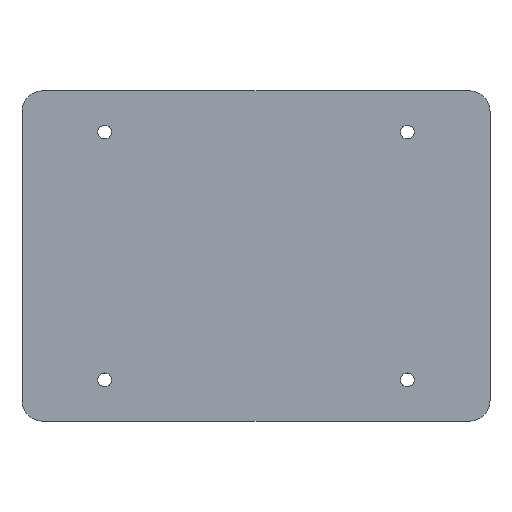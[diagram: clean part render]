
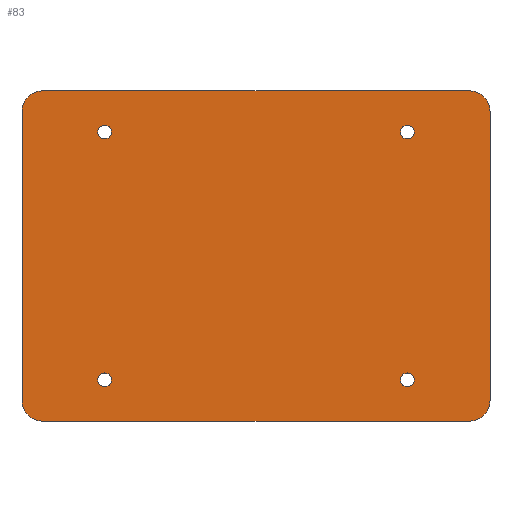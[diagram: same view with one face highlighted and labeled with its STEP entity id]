
A CAD part, top view. The second image highlights one B-rep face of the part: STEP entity #83.
In plain terms, the highlighted planar face has unit normal (0, 0, 1).
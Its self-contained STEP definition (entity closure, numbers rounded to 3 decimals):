
#4 = EDGE_LOOP ( 'NONE', ( #338, #491 ) ) ;
#19 = CARTESIAN_POINT ( 'NONE',  ( 110., -90., 10. ) ) ;
#21 = AXIS2_PLACEMENT_3D ( 'NONE', #430, #330, #527 ) ;
#33 = LINE ( 'NONE', #82, #189 ) ;
#34 = CIRCLE ( 'NONE', #131, 5. ) ;
#36 = VERTEX_POINT ( 'NONE', #74 ) ;
#39 = VERTEX_POINT ( 'NONE', #354 ) ;
#40 = DIRECTION ( 'NONE',  ( 1., 0., 0. ) ) ;
#44 = CARTESIAN_POINT ( 'NONE',  ( -155., -120., 10. ) ) ;
#45 = CIRCLE ( 'NONE', #622, 5. ) ;
#46 = CARTESIAN_POINT ( 'NONE',  ( 105., -90., 10. ) ) ;
#54 = EDGE_CURVE ( 'NONE', #557, #39, #334, .T. ) ;
#56 = VERTEX_POINT ( 'NONE', #67 ) ;
#58 = DIRECTION ( 'NONE',  ( 1., 0., 0. ) ) ;
#67 = CARTESIAN_POINT ( 'NONE',  ( -115., 90., 10. ) ) ;
#68 = DIRECTION ( 'NONE',  ( 0., 0., -1. ) ) ;
#70 = CIRCLE ( 'NONE', #144, 5. ) ;
#74 = CARTESIAN_POINT ( 'NONE',  ( -170., 105., 10. ) ) ;
#75 = EDGE_LOOP ( 'NONE', ( #525, #342, #122, #140, #363, #196, #293, #163 ) ) ;
#79 = DIRECTION ( 'NONE',  ( -1., 0., 0. ) ) ;
#82 = CARTESIAN_POINT ( 'NONE',  ( -170., 120., 10. ) ) ;
#83 = ADVANCED_FACE ( 'NONE', ( #555, #593, #344, #298, #252 ), #115, .T. ) ;
#86 = DIRECTION ( 'NONE',  ( -1., 0., 0. ) ) ;
#103 = DIRECTION ( 'NONE',  ( 0., 0., 1. ) ) ;
#106 = CARTESIAN_POINT ( 'NONE',  ( 110., 90., 10. ) ) ;
#107 = DIRECTION ( 'NONE',  ( 1., 0., 0. ) ) ;
#108 = AXIS2_PLACEMENT_3D ( 'NONE', #352, #505, #109 ) ;
#109 = DIRECTION ( 'NONE',  ( -1., 0., 0. ) ) ;
#111 = DIRECTION ( 'NONE',  ( 1., 0., 0. ) ) ;
#115 = PLANE ( 'NONE',  #616 ) ;
#118 = CIRCLE ( 'NONE', #108, 5. ) ;
#121 = CARTESIAN_POINT ( 'NONE',  ( 0., 0., 10. ) ) ;
#122 = ORIENTED_EDGE ( 'NONE', *, *, #192, .T. ) ;
#128 = DIRECTION ( 'NONE',  ( -1., 0., 0. ) ) ;
#129 = AXIS2_PLACEMENT_3D ( 'NONE', #507, #403, #107 ) ;
#131 = AXIS2_PLACEMENT_3D ( 'NONE', #181, #618, #232 ) ;
#132 = CARTESIAN_POINT ( 'NONE',  ( -110., -90., 10. ) ) ;
#139 = CARTESIAN_POINT ( 'NONE',  ( -170., -105., 10. ) ) ;
#140 = ORIENTED_EDGE ( 'NONE', *, *, #362, .T. ) ;
#144 = AXIS2_PLACEMENT_3D ( 'NONE', #218, #470, #79 ) ;
#145 = CARTESIAN_POINT ( 'NONE',  ( 105., 90., 10. ) ) ;
#148 = AXIS2_PLACEMENT_3D ( 'NONE', #106, #496, #301 ) ;
#151 = VERTEX_POINT ( 'NONE', #370 ) ;
#152 = EDGE_CURVE ( 'NONE', #151, #180, #70, .T. ) ;
#153 = LINE ( 'NONE', #443, #504 ) ;
#160 = DIRECTION ( 'NONE',  ( 1., 0., 0. ) ) ;
#163 = ORIENTED_EDGE ( 'NONE', *, *, #427, .T. ) ;
#165 = DIRECTION ( 'NONE',  ( 1., 0., 0. ) ) ;
#167 = VECTOR ( 'NONE', #383, 1000. ) ;
#172 = EDGE_CURVE ( 'NONE', #180, #151, #198, .T. ) ;
#180 = VERTEX_POINT ( 'NONE', #466 ) ;
#181 = CARTESIAN_POINT ( 'NONE',  ( 110., 90., 10. ) ) ;
#189 = VECTOR ( 'NONE', #86, 1000. ) ;
#192 = EDGE_CURVE ( 'NONE', #612, #484, #416, .T. ) ;
#196 = ORIENTED_EDGE ( 'NONE', *, *, #54, .T. ) ;
#198 = CIRCLE ( 'NONE', #389, 5. ) ;
#207 = DIRECTION ( 'NONE',  ( -1., 0., 0. ) ) ;
#211 = CARTESIAN_POINT ( 'NONE',  ( -155., -105., 10. ) ) ;
#213 = ORIENTED_EDGE ( 'NONE', *, *, #499, .F. ) ;
#214 = CARTESIAN_POINT ( 'NONE',  ( -105., 90., 10. ) ) ;
#216 = ORIENTED_EDGE ( 'NONE', *, *, #548, .F. ) ;
#218 = CARTESIAN_POINT ( 'NONE',  ( -110., -90., 10. ) ) ;
#232 = DIRECTION ( 'NONE',  ( 1., 0., 0. ) ) ;
#234 = CARTESIAN_POINT ( 'NONE',  ( -155., 120., 10. ) ) ;
#237 = CARTESIAN_POINT ( 'NONE',  ( -170., 120., 10. ) ) ;
#252 = FACE_BOUND ( 'NONE', #4, .T. ) ;
#254 = DIRECTION ( 'NONE',  ( 0., 0., 1. ) ) ;
#255 = AXIS2_PLACEMENT_3D ( 'NONE', #469, #364, #40 ) ;
#266 = VERTEX_POINT ( 'NONE', #46 ) ;
#271 = CARTESIAN_POINT ( 'NONE',  ( 170., 105., 10. ) ) ;
#281 = VERTEX_POINT ( 'NONE', #145 ) ;
#283 = LINE ( 'NONE', #237, #167 ) ;
#291 = VERTEX_POINT ( 'NONE', #336 ) ;
#293 = ORIENTED_EDGE ( 'NONE', *, *, #584, .T. ) ;
#298 = FACE_OUTER_BOUND ( 'NONE', #75, .T. ) ;
#300 = VERTEX_POINT ( 'NONE', #234 ) ;
#301 = DIRECTION ( 'NONE',  ( 1., 0., 0. ) ) ;
#305 = EDGE_CURVE ( 'NONE', #56, #388, #485, .T. ) ;
#308 = VERTEX_POINT ( 'NONE', #139 ) ;
#318 = DIRECTION ( 'NONE',  ( 1., 0., 0. ) ) ;
#327 = ORIENTED_EDGE ( 'NONE', *, *, #483, .T. ) ;
#330 = DIRECTION ( 'NONE',  ( 0., 0., 1. ) ) ;
#334 = CIRCLE ( 'NONE', #129, 15. ) ;
#336 = CARTESIAN_POINT ( 'NONE',  ( 170., -105., 10. ) ) ;
#338 = ORIENTED_EDGE ( 'NONE', *, *, #152, .T. ) ;
#342 = ORIENTED_EDGE ( 'NONE', *, *, #474, .T. ) ;
#344 = FACE_BOUND ( 'NONE', #410, .T. ) ;
#348 = CARTESIAN_POINT ( 'NONE',  ( 155., -120., 10. ) ) ;
#352 = CARTESIAN_POINT ( 'NONE',  ( 110., -90., 10. ) ) ;
#354 = CARTESIAN_POINT ( 'NONE',  ( 155., 120., 10. ) ) ;
#356 = EDGE_LOOP ( 'NONE', ( #536, #213 ) ) ;
#361 = DIRECTION ( 'NONE',  ( 0., 0., -1. ) ) ;
#362 = EDGE_CURVE ( 'NONE', #484, #291, #567, .T. ) ;
#363 = ORIENTED_EDGE ( 'NONE', *, *, #396, .T. ) ;
#364 = DIRECTION ( 'NONE',  ( 0., 0., 1. ) ) ;
#370 = CARTESIAN_POINT ( 'NONE',  ( -105., -90., 10. ) ) ;
#373 = EDGE_CURVE ( 'NONE', #36, #308, #283, .T. ) ;
#378 = CIRCLE ( 'NONE', #464, 15. ) ;
#383 = DIRECTION ( 'NONE',  ( 0., -1., 0. ) ) ;
#387 = VERTEX_POINT ( 'NONE', #592 ) ;
#388 = VERTEX_POINT ( 'NONE', #214 ) ;
#389 = AXIS2_PLACEMENT_3D ( 'NONE', #132, #361, #128 ) ;
#391 = AXIS2_PLACEMENT_3D ( 'NONE', #211, #103, #160 ) ;
#396 = EDGE_CURVE ( 'NONE', #291, #557, #153, .T. ) ;
#403 = DIRECTION ( 'NONE',  ( 0., 0., 1. ) ) ;
#410 = EDGE_LOOP ( 'NONE', ( #216, #439 ) ) ;
#416 = LINE ( 'NONE', #518, #503 ) ;
#427 = EDGE_CURVE ( 'NONE', #300, #36, #378, .T. ) ;
#430 = CARTESIAN_POINT ( 'NONE',  ( 155., -105., 10. ) ) ;
#435 = DIRECTION ( 'NONE',  ( 0., 0., 1. ) ) ;
#439 = ORIENTED_EDGE ( 'NONE', *, *, #305, .F. ) ;
#443 = CARTESIAN_POINT ( 'NONE',  ( 170., 120., 10. ) ) ;
#444 = EDGE_CURVE ( 'NONE', #387, #266, #45, .T. ) ;
#448 = CARTESIAN_POINT ( 'NONE',  ( -155., 105., 10. ) ) ;
#456 = VERTEX_POINT ( 'NONE', #602 ) ;
#464 = AXIS2_PLACEMENT_3D ( 'NONE', #448, #599, #111 ) ;
#466 = CARTESIAN_POINT ( 'NONE',  ( -115., -90., 10. ) ) ;
#469 = CARTESIAN_POINT ( 'NONE',  ( -110., 90., 10. ) ) ;
#470 = DIRECTION ( 'NONE',  ( 0., 0., -1. ) ) ;
#474 = EDGE_CURVE ( 'NONE', #308, #612, #479, .T. ) ;
#479 = CIRCLE ( 'NONE', #391, 15. ) ;
#483 = EDGE_CURVE ( 'NONE', #266, #387, #118, .T. ) ;
#484 = VERTEX_POINT ( 'NONE', #348 ) ;
#485 = CIRCLE ( 'NONE', #495, 5. ) ;
#486 = CIRCLE ( 'NONE', #148, 5. ) ;
#491 = ORIENTED_EDGE ( 'NONE', *, *, #172, .T. ) ;
#495 = AXIS2_PLACEMENT_3D ( 'NONE', #539, #435, #58 ) ;
#496 = DIRECTION ( 'NONE',  ( 0., 0., 1. ) ) ;
#498 = DIRECTION ( 'NONE',  ( 0., 1., 0. ) ) ;
#499 = EDGE_CURVE ( 'NONE', #281, #456, #486, .T. ) ;
#502 = EDGE_LOOP ( 'NONE', ( #517, #327 ) ) ;
#503 = VECTOR ( 'NONE', #318, 1000. ) ;
#504 = VECTOR ( 'NONE', #498, 1000. ) ;
#505 = DIRECTION ( 'NONE',  ( 0., 0., -1. ) ) ;
#507 = CARTESIAN_POINT ( 'NONE',  ( 155., 105., 10. ) ) ;
#517 = ORIENTED_EDGE ( 'NONE', *, *, #444, .T. ) ;
#518 = CARTESIAN_POINT ( 'NONE',  ( -170., -120., 10. ) ) ;
#525 = ORIENTED_EDGE ( 'NONE', *, *, #373, .T. ) ;
#527 = DIRECTION ( 'NONE',  ( 1., 0., 0. ) ) ;
#536 = ORIENTED_EDGE ( 'NONE', *, *, #537, .F. ) ;
#537 = EDGE_CURVE ( 'NONE', #456, #281, #34, .T. ) ;
#539 = CARTESIAN_POINT ( 'NONE',  ( -110., 90., 10. ) ) ;
#548 = EDGE_CURVE ( 'NONE', #388, #56, #554, .T. ) ;
#554 = CIRCLE ( 'NONE', #255, 5. ) ;
#555 = FACE_BOUND ( 'NONE', #356, .T. ) ;
#557 = VERTEX_POINT ( 'NONE', #271 ) ;
#567 = CIRCLE ( 'NONE', #21, 15. ) ;
#584 = EDGE_CURVE ( 'NONE', #39, #300, #33, .T. ) ;
#592 = CARTESIAN_POINT ( 'NONE',  ( 115., -90., 10. ) ) ;
#593 = FACE_BOUND ( 'NONE', #502, .T. ) ;
#599 = DIRECTION ( 'NONE',  ( 0., 0., 1. ) ) ;
#602 = CARTESIAN_POINT ( 'NONE',  ( 115., 90., 10. ) ) ;
#612 = VERTEX_POINT ( 'NONE', #44 ) ;
#616 = AXIS2_PLACEMENT_3D ( 'NONE', #121, #254, #165 ) ;
#618 = DIRECTION ( 'NONE',  ( 0., 0., 1. ) ) ;
#622 = AXIS2_PLACEMENT_3D ( 'NONE', #19, #68, #207 ) ;
